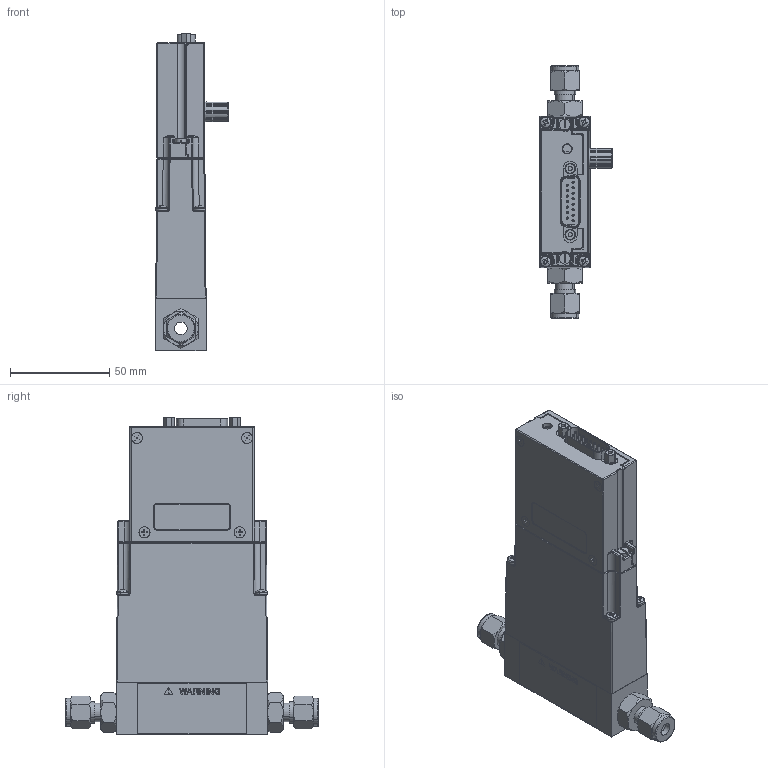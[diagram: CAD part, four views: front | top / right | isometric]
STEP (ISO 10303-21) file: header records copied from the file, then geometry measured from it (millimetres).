
FILE_DESCRIPTION (( 'STEP AP203' ), '1' );
FILE_NAME ('4850ABxB1xxxxx2xx.STEP', '2015-11-17T17:45:48', ( 'mrutkowski' ), ( 'Hewlett-Packard Company' ), 'SwSTEP 2.0', 'SolidWorks 2014', '' );
FILE_SCHEMA (( 'CONFIG_CONTROL_DESIGN' ));
Length unit declared in the file: inch
Products named in the file (1): 4850ABxB1xxxxx2xx
Bounding box: 36.88 x 127.51 x 159.9 mm (x, y, z)
Surface area: 49389.7 mm2 (no closed solid volume)
Topology: 0 solids, 57 shells, 805 faces, 2579 edges, 1760 vertices
Faces by surface type: plane 301, cylinder 265, bspline 120, cone 81, torus 38
Entity records: 34517 total; most frequent: CARTESIAN_POINT 12990, DIRECTION 4345, ORIENTED_EDGE 4165, EDGE_CURVE 2552, VERTEX_POINT 1760, AXIS2_PLACEMENT_3D 1569, LINE 1207, VECTOR 1207
